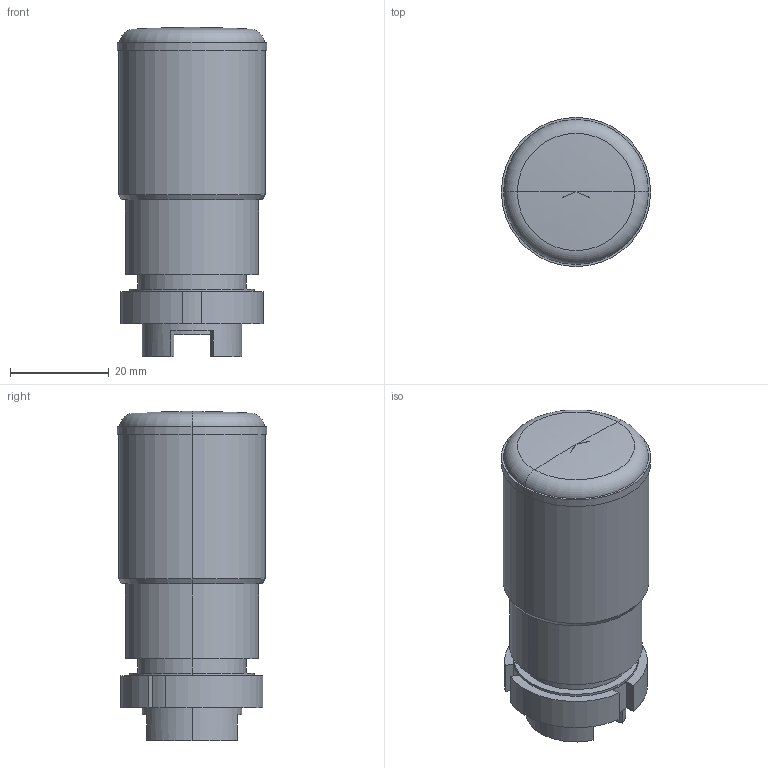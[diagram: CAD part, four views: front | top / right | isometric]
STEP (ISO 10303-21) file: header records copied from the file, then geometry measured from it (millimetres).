
FILE_DESCRIPTION((''),'2;1');
FILE_NAME('ZA2BS834-3D_ASM','2021-06-04T14:10:54',('SESA231899'),('Schneider-Electric'),'CREO PARAMETRIC BY PTC INC, 2019471','CREO PARAMETRIC BY PTC INC, 2019471','');
FILE_SCHEMA(('AP242_MANAGED_MODEL_BASED_3D_ENGINEERING_MIM_LF { 1 0 10303 442 1 1 4 }'));
Products named in the file (4): ZA2BS834-3D_PRT0001; ZA2BS834-3D_PRT0002; ZA2BS834-3D_PRT0003; ZA2BS834-3D_ASM
Assembly tree (3 placements, depth 2):
  ZA2BS834-3D_ASM
    ZA2BS834-3D_PRT0001
    ZA2BS834-3D_PRT0002
    ZA2BS834-3D_PRT0003
Bounding box: 30.29 x 30.29 x 66.79 mm (x, y, z)
Volume: 41185.7 mm3; surface area: 10337.1 mm2
Topology: 3 solids, 3 shells, 52 faces, 121 edges, 81 vertices
Faces by surface type: plane 24, cylinder 22, cone 2, torus 2, bspline 2
Entity records: 84566 total; most frequent: CARTESIAN_POINT 80616, POLYLINE 1386, DIRECTION 479, ORIENTED_EDGE 232, AXIS2_PLACEMENT_3D 209, EDGE_CURVE 116, PROPERTY_DEFINITION 107, REPRESENTATION 104
